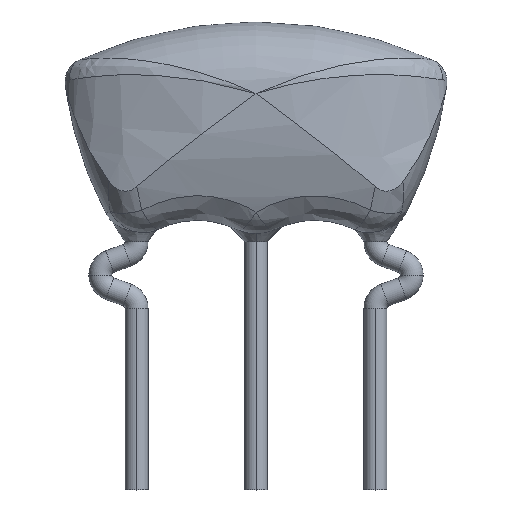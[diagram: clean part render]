
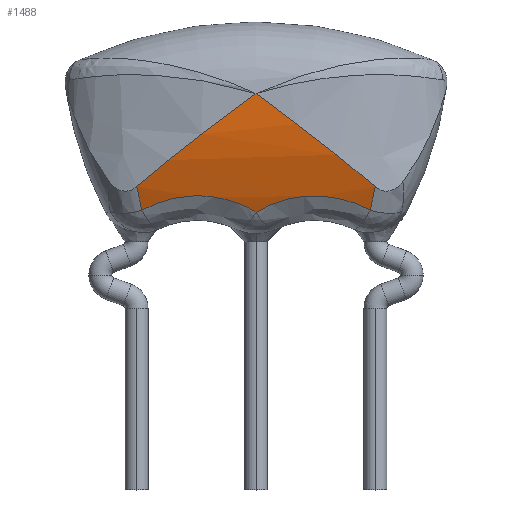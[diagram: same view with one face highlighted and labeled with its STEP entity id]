
A CAD part, top view. The second image highlights one B-rep face of the part: STEP entity #1488.
In plain terms, the highlighted cylindrical face has radius 5.945 mm (diameter 11.89 mm), a partial arc.
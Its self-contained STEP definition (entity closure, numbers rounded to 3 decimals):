
#44 = CARTESIAN_POINT ( 'NONE',  ( -1.086, 2.356, 1.1 ) ) ;
#176 = CARTESIAN_POINT ( 'NONE',  ( 2.438, 2.215, 1.046 ) ) ;
#228 = B_SPLINE_CURVE_WITH_KNOTS ( 'NONE', 3,
 ( #4633, #1932, #2063, #5385, #4574, #3273, #1166, #4116 ),
 .UNSPECIFIED., .F., .F.,
 ( 4, 2, 2, 4 ),
 ( 0.002, 0.003, 0.004, 0.005 ),
 .UNSPECIFIED. ) ;
#439 = CARTESIAN_POINT ( 'NONE',  ( -2.391, 2.055, 0.974 ) ) ;
#465 = CARTESIAN_POINT ( 'NONE',  ( -4.086, 4.5, -4.445 ) ) ;
#578 = CARTESIAN_POINT ( 'NONE',  ( 2.498, 2.55, 1.171 ) ) ;
#756 = VERTEX_POINT ( 'NONE', #1051 ) ;
#939 = CARTESIAN_POINT ( 'NONE',  ( -2.498, 2.55, 1.171 ) ) ;
#999 = CARTESIAN_POINT ( 'NONE',  ( 0.368, 2.206, 1.04 ) ) ;
#1051 = CARTESIAN_POINT ( 'NONE',  ( 2.498, 2.55, 1.171 ) ) ;
#1141 = ORIENTED_EDGE ( 'NONE', *, *, #4533, .T. ) ;
#1166 = CARTESIAN_POINT ( 'NONE',  ( 0.212, 4.341, 1.5 ) ) ;
#1168 = ORIENTED_EDGE ( 'NONE', *, *, #5094, .T. ) ;
#1210 = ORIENTED_EDGE ( 'NONE', *, *, #4012, .T. ) ;
#1224 = EDGE_LOOP ( 'NONE', ( #1141, #5362, #2391, #1421, #1210, #1168 ) ) ;
#1237 = CARTESIAN_POINT ( 'NONE',  ( -0.368, 2.206, 1.04 ) ) ;
#1276 = DIRECTION ( 'NONE',  ( 0., 0., -1. ) ) ;
#1288 = CARTESIAN_POINT ( 'NONE',  ( 2.473, 2.38, 1.112 ) ) ;
#1293 = CARTESIAN_POINT ( 'NONE',  ( -0.982, 2.348, 1.097 ) ) ;
#1421 = ORIENTED_EDGE ( 'NONE', *, *, #1570, .T. ) ;
#1454 = B_SPLINE_CURVE_WITH_KNOTS ( 'NONE', 3,
 ( #439, #2507, #3757, #2137, #1697, #44, #1293, #2117, #3809, #1237, #4672, #1713 ),
 .UNSPECIFIED., .F., .F.,
 ( 4, 2, 2, 2, 2, 4 ),
 ( 0., 0.001, 0.001, 0.002, 0.002, 0.003 ),
 .UNSPECIFIED. ) ;
#1488 = ADVANCED_FACE ( 'NONE', ( #3407 ), #4075, .T. ) ;
#1570 = EDGE_CURVE ( 'NONE', #756, #3908, #228, .T. ) ;
#1697 = CARTESIAN_POINT ( 'NONE',  ( -1.399, 2.361, 1.102 ) ) ;
#1713 = CARTESIAN_POINT ( 'NONE',  ( 0., 2.019, 0.957 ) ) ;
#1889 = EDGE_CURVE ( 'NONE', #3012, #4235, #5331, .T. ) ;
#1924 = EDGE_CURVE ( 'NONE', #4235, #756, #3634, .T. ) ;
#1932 = CARTESIAN_POINT ( 'NONE',  ( 2.106, 2.89, 1.289 ) ) ;
#1945 = VERTEX_POINT ( 'NONE', #939 ) ;
#1978 = B_SPLINE_CURVE_WITH_KNOTS ( 'NONE', 3,
 ( #3309, #2536, #2481, #5446, #2963, #3342 ),
 .UNSPECIFIED., .F., .F.,
 ( 4, 2, 4 ),
 ( 0., 0.002, 0.003 ),
 .UNSPECIFIED. ) ;
#2063 = CARTESIAN_POINT ( 'NONE',  ( 1.692, 3.217, 1.369 ) ) ;
#2095 = DIRECTION ( 'NONE',  ( 1., 0., 0. ) ) ;
#2117 = CARTESIAN_POINT ( 'NONE',  ( -0.774, 2.316, 1.084 ) ) ;
#2137 = CARTESIAN_POINT ( 'NONE',  ( -1.613, 2.335, 1.092 ) ) ;
#2218 = CARTESIAN_POINT ( 'NONE',  ( 0.67, 2.293, 1.075 ) ) ;
#2225 = CARTESIAN_POINT ( 'NONE',  ( 0., 2.019, 0.957 ) ) ;
#2258 = CARTESIAN_POINT ( 'NONE',  ( 0.774, 2.316, 1.084 ) ) ;
#2277 = CARTESIAN_POINT ( 'NONE',  ( 2.209, 2.155, 1.019 ) ) ;
#2307 = AXIS2_PLACEMENT_3D ( 'NONE', #465, #2095, #1276 ) ;
#2391 = ORIENTED_EDGE ( 'NONE', *, *, #1924, .T. ) ;
#2432 = CARTESIAN_POINT ( 'NONE',  ( -2.473, 2.38, 1.112 ) ) ;
#2481 = CARTESIAN_POINT ( 'NONE',  ( -0.853, 3.863, 1.475 ) ) ;
#2507 = CARTESIAN_POINT ( 'NONE',  ( -2.209, 2.155, 1.019 ) ) ;
#2536 = CARTESIAN_POINT ( 'NONE',  ( -0.426, 4.182, 1.5 ) ) ;
#2641 = CARTESIAN_POINT ( 'NONE',  ( 1.086, 2.356, 1.1 ) ) ;
#2689 = CARTESIAN_POINT ( 'NONE',  ( 2.391, 2.055, 0.974 ) ) ;
#2857 = VERTEX_POINT ( 'NONE', #4372 ) ;
#2963 = CARTESIAN_POINT ( 'NONE',  ( -2.106, 2.889, 1.289 ) ) ;
#3012 = VERTEX_POINT ( 'NONE', #2225 ) ;
#3053 = CARTESIAN_POINT ( 'NONE',  ( 0., 2.019, 0.957 ) ) ;
#3073 = CARTESIAN_POINT ( 'NONE',  ( 1.399, 2.361, 1.102 ) ) ;
#3273 = CARTESIAN_POINT ( 'NONE',  ( 0.426, 4.182, 1.494 ) ) ;
#3282 = CARTESIAN_POINT ( 'NONE',  ( -2.438, 2.215, 1.046 ) ) ;
#3309 = CARTESIAN_POINT ( 'NONE',  ( 0., 4.5, 1.5 ) ) ;
#3342 = CARTESIAN_POINT ( 'NONE',  ( -2.498, 2.55, 1.171 ) ) ;
#3407 = FACE_OUTER_BOUND ( 'NONE', #1224, .T. ) ;
#3634 = B_SPLINE_CURVE_WITH_KNOTS ( 'NONE', 3,
 ( #2689, #176, #1288, #578 ),
 .UNSPECIFIED., .F., .F.,
 ( 4, 4 ),
 ( 0.001, 0.001 ),
 .UNSPECIFIED. ) ;
#3757 = CARTESIAN_POINT ( 'NONE',  ( -2.017, 2.232, 1.051 ) ) ;
#3809 = CARTESIAN_POINT ( 'NONE',  ( -0.67, 2.293, 1.075 ) ) ;
#3853 = CARTESIAN_POINT ( 'NONE',  ( 2.391, 2.055, 0.974 ) ) ;
#3870 = CARTESIAN_POINT ( 'NONE',  ( 0.179, 2.123, 1.006 ) ) ;
#3908 = VERTEX_POINT ( 'NONE', #4160 ) ;
#3979 = CARTESIAN_POINT ( 'NONE',  ( 2.391, 2.055, 0.974 ) ) ;
#4012 = EDGE_CURVE ( 'NONE', #3908, #1945, #1978, .T. ) ;
#4075 = CYLINDRICAL_SURFACE ( 'NONE', #2307, 5.945 ) ;
#4116 = CARTESIAN_POINT ( 'NONE',  ( 0., 4.5, 1.5 ) ) ;
#4160 = CARTESIAN_POINT ( 'NONE',  ( 0., 4.5, 1.5 ) ) ;
#4235 = VERTEX_POINT ( 'NONE', #3853 ) ;
#4372 = CARTESIAN_POINT ( 'NONE',  ( -2.391, 2.055, 0.974 ) ) ;
#4533 = EDGE_CURVE ( 'NONE', #2857, #3012, #1454, .T. ) ;
#4566 = CARTESIAN_POINT ( 'NONE',  ( -2.391, 2.055, 0.974 ) ) ;
#4574 = CARTESIAN_POINT ( 'NONE',  ( 0.851, 3.862, 1.468 ) ) ;
#4633 = CARTESIAN_POINT ( 'NONE',  ( 2.498, 2.55, 1.171 ) ) ;
#4672 = CARTESIAN_POINT ( 'NONE',  ( -0.179, 2.123, 1.006 ) ) ;
#4766 = CARTESIAN_POINT ( 'NONE',  ( 1.613, 2.335, 1.092 ) ) ;
#4827 = CARTESIAN_POINT ( 'NONE',  ( 2.017, 2.232, 1.051 ) ) ;
#4937 = B_SPLINE_CURVE_WITH_KNOTS ( 'NONE', 3,
 ( #5005, #2432, #3282, #4566 ),
 .UNSPECIFIED., .F., .F.,
 ( 4, 4 ),
 ( 0., 0.001 ),
 .UNSPECIFIED. ) ;
#5005 = CARTESIAN_POINT ( 'NONE',  ( -2.498, 2.55, 1.171 ) ) ;
#5094 = EDGE_CURVE ( 'NONE', #1945, #2857, #4937, .T. ) ;
#5147 = CARTESIAN_POINT ( 'NONE',  ( 0.982, 2.348, 1.097 ) ) ;
#5331 = B_SPLINE_CURVE_WITH_KNOTS ( 'NONE', 3,
 ( #3053, #3870, #999, #2218, #2258, #5147, #2641, #3073, #4766, #4827, #2277, #3979 ),
 .UNSPECIFIED., .F., .F.,
 ( 4, 2, 2, 2, 2, 4 ),
 ( 0., 0.001, 0.001, 0.001, 0.002, 0.003 ),
 .UNSPECIFIED. ) ;
#5362 = ORIENTED_EDGE ( 'NONE', *, *, #1889, .T. ) ;
#5385 = CARTESIAN_POINT ( 'NONE',  ( 1.063, 3.702, 1.448 ) ) ;
#5446 = CARTESIAN_POINT ( 'NONE',  ( -1.692, 3.217, 1.369 ) ) ;
